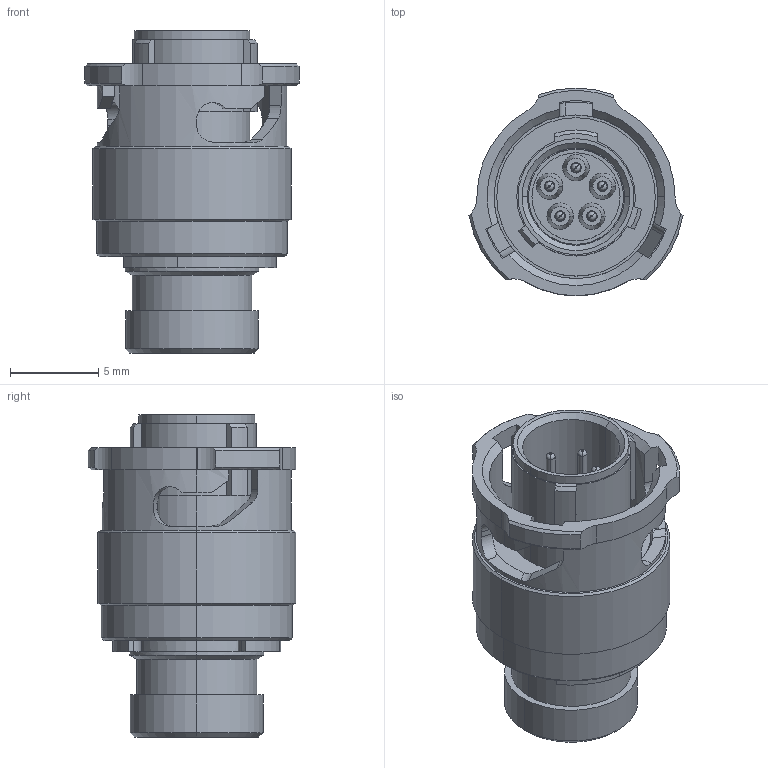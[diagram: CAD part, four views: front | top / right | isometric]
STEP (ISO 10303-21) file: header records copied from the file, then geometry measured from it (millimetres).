
FILE_DESCRIPTION (( 'STEP AP214' ), '1' );
FILE_NAME ('ASU603-05PB-HE.STEP', '2017-08-08T15:37:53', ( '' ), ( '' ), 'SwSTEP 2.0', 'SolidWorks 2015', '' );
FILE_SCHEMA (( 'AUTOMOTIVE_DESIGN' ));
Length unit declared in the file: inch
Products named in the file (1): ASU603-05PB-HE
Bounding box: 12.16 x 11.8 x 18.3 mm (x, y, z)
Volume: 852.4 mm3; surface area: 2019.7 mm2
Topology: 1 solids, 9 shells, 675 faces, 1626 edges, 990 vertices
Faces by surface type: cylinder 301, plane 153, cone 113, torus 98, sphere 10
Entity records: 28442 total; most frequent: DIRECTION 3759, CARTESIAN_POINT 3749, ORIENTED_EDGE 3192, EDGE_CURVE 1596, AXIS2_PLACEMENT_3D 1580, VERTEX_POINT 980, CIRCLE 904, EDGE_LOOP 750
